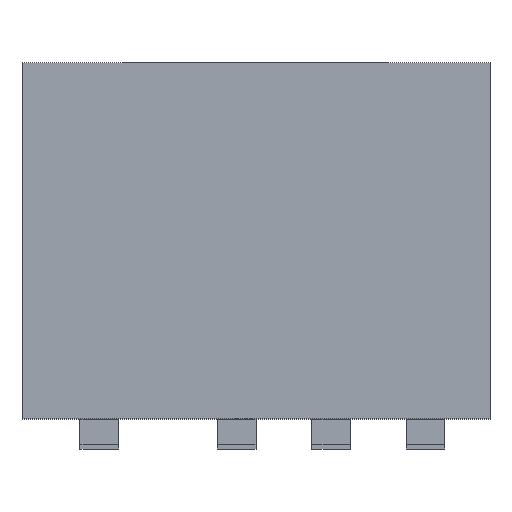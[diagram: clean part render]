
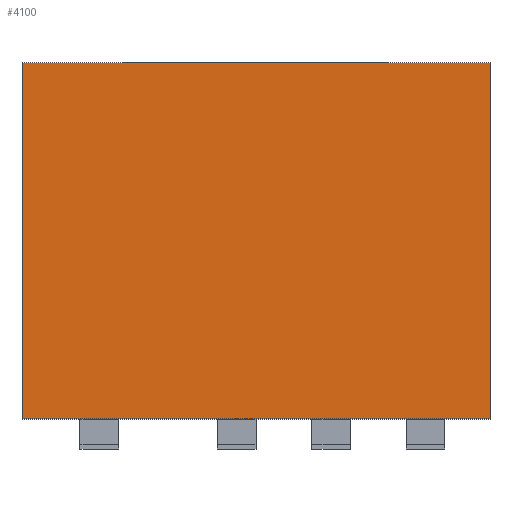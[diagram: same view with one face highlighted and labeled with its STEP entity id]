
A CAD part, top view. The second image highlights one B-rep face of the part: STEP entity #4100.
In plain terms, the highlighted planar face has unit normal (0, 0, 1).
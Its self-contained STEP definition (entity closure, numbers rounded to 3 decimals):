
#3 = CARTESIAN_POINT ( 'NONE',  ( 10.9, 8.3, 0. ) ) ;
#9 = LINE ( 'NONE', #3521, #3587 ) ;
#76 = CARTESIAN_POINT ( 'NONE',  ( 10.9, 8.3, 0. ) ) ;
#84 = EDGE_CURVE ( 'NONE', #456, #3503, #9, .T. ) ;
#141 = FACE_OUTER_BOUND ( 'NONE', #2780, .T. ) ;
#165 = EDGE_CURVE ( 'NONE', #873, #2344, #3221, .T. ) ;
#172 = DIRECTION ( 'NONE',  ( 1., 0., 0. ) ) ;
#364 = DIRECTION ( 'NONE',  ( 0., -1., 0. ) ) ;
#451 = VECTOR ( 'NONE', #2104, 1000. ) ;
#456 = VERTEX_POINT ( 'NONE', #1918 ) ;
#535 = CARTESIAN_POINT ( 'NONE',  ( 0., 8.3, 0. ) ) ;
#873 = VERTEX_POINT ( 'NONE', #76 ) ;
#952 = EDGE_CURVE ( 'NONE', #3503, #2344, #2959, .T. ) ;
#1151 = EDGE_CURVE ( 'NONE', #456, #873, #3045, .T. ) ;
#1242 = DIRECTION ( 'NONE',  ( -1., 0., 0. ) ) ;
#1316 = CARTESIAN_POINT ( 'NONE',  ( 0., 8.3, 0. ) ) ;
#1341 = CARTESIAN_POINT ( 'NONE',  ( 10.9, 0., 0. ) ) ;
#1418 = VECTOR ( 'NONE', #2710, 1000. ) ;
#1479 = CARTESIAN_POINT ( 'NONE',  ( 0., 0., 0. ) ) ;
#1729 = ORIENTED_EDGE ( 'NONE', *, *, #165, .F. ) ;
#1893 = DIRECTION ( 'NONE',  ( 0., 0., -1. ) ) ;
#1918 = CARTESIAN_POINT ( 'NONE',  ( 0., 8.3, 0. ) ) ;
#1940 = ORIENTED_EDGE ( 'NONE', *, *, #84, .T. ) ;
#2104 = DIRECTION ( 'NONE',  ( 0., -1., 0. ) ) ;
#2259 = AXIS2_PLACEMENT_3D ( 'NONE', #535, #1893, #1242 ) ;
#2323 = ORIENTED_EDGE ( 'NONE', *, *, #1151, .F. ) ;
#2344 = VERTEX_POINT ( 'NONE', #1341 ) ;
#2353 = VECTOR ( 'NONE', #172, 1000. ) ;
#2641 = PLANE ( 'NONE',  #2259 ) ;
#2710 = DIRECTION ( 'NONE',  ( 1., 0., 0. ) ) ;
#2780 = EDGE_LOOP ( 'NONE', ( #3139, #1729, #2323, #1940 ) ) ;
#2959 = LINE ( 'NONE', #3913, #2353 ) ;
#3045 = LINE ( 'NONE', #1316, #1418 ) ;
#3139 = ORIENTED_EDGE ( 'NONE', *, *, #952, .T. ) ;
#3221 = LINE ( 'NONE', #3, #451 ) ;
#3503 = VERTEX_POINT ( 'NONE', #1479 ) ;
#3521 = CARTESIAN_POINT ( 'NONE',  ( 0., 8.3, 0. ) ) ;
#3587 = VECTOR ( 'NONE', #364, 1000. ) ;
#3913 = CARTESIAN_POINT ( 'NONE',  ( 0., 0., 0. ) ) ;
#4100 = ADVANCED_FACE ( 'NONE', ( #141 ), #2641, .F. ) ;
